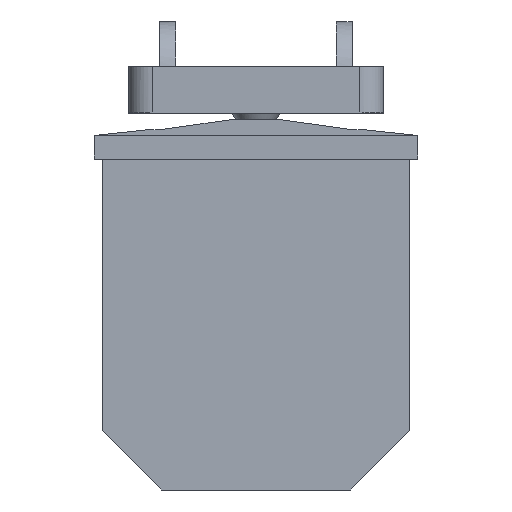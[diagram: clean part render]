
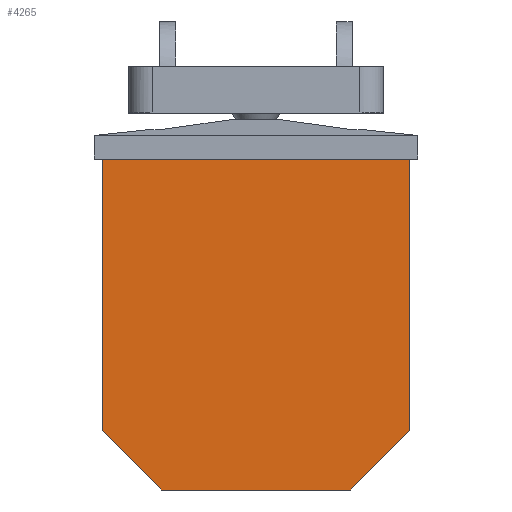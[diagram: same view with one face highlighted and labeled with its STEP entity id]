
A CAD part, left-side view. The second image highlights one B-rep face of the part: STEP entity #4265.
In plain terms, the highlighted planar face has unit normal (-1, 0, 0).
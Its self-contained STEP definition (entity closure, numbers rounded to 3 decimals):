
#8 = EDGE_CURVE ( 'NONE', #2116, #3936, #4317, .T. ) ;
#33 = PLANE ( 'NONE',  #1719 ) ;
#67 = EDGE_CURVE ( 'NONE', #3005, #128, #5586, .T. ) ;
#128 = VERTEX_POINT ( 'NONE', #4350 ) ;
#133 = B_SPLINE_CURVE_WITH_KNOTS ( 'NONE', 3,
 ( #1785, #903, #5221, #1349 ),
 .UNSPECIFIED., .F., .F.,
 ( 4, 4 ),
 ( 0., 1. ),
 .UNSPECIFIED. ) ;
#338 = CARTESIAN_POINT ( 'NONE',  ( -15250., 1133.333, -3626.667 ) ) ;
#384 = CARTESIAN_POINT ( 'NONE',  ( -15250., -1300., -1160. ) ) ;
#490 = EDGE_LOOP ( 'NONE', ( #5217, #1819, #1047, #2622, #2148, #4961 ) ) ;
#492 = CARTESIAN_POINT ( 'NONE',  ( -15250., 1300., -1160. ) ) ;
#560 = CARTESIAN_POINT ( 'NONE',  ( -15250., -966.667, -3793.333 ) ) ;
#592 = CARTESIAN_POINT ( 'NONE',  ( -15250., -1300., -3460. ) ) ;
#705 = CARTESIAN_POINT ( 'NONE',  ( -15250., -266.667, -3960. ) ) ;
#757 = CARTESIAN_POINT ( 'NONE',  ( -15250., 266.667, -3960. ) ) ;
#903 = CARTESIAN_POINT ( 'NONE',  ( -15250., -1300., -1926.667 ) ) ;
#1047 = ORIENTED_EDGE ( 'NONE', *, *, #8, .F. ) ;
#1262 = CARTESIAN_POINT ( 'NONE',  ( -15250., 1300., -1160. ) ) ;
#1276 = DIRECTION ( 'NONE',  ( 1., 0., 0. ) ) ;
#1332 = DIRECTION ( 'NONE',  ( 0., 1., 0. ) ) ;
#1349 = CARTESIAN_POINT ( 'NONE',  ( -15250., -1300., -3460. ) ) ;
#1713 = CARTESIAN_POINT ( 'NONE',  ( -15250., 0., 0. ) ) ;
#1719 = AXIS2_PLACEMENT_3D ( 'NONE', #1713, #1276, #1332 ) ;
#1785 = CARTESIAN_POINT ( 'NONE',  ( -15250., -1300., -1160. ) ) ;
#1819 = ORIENTED_EDGE ( 'NONE', *, *, #2683, .F. ) ;
#1856 = CARTESIAN_POINT ( 'NONE',  ( -15250., -800., -3960. ) ) ;
#1897 = CARTESIAN_POINT ( 'NONE',  ( -15250., -1300., -3460. ) ) ;
#1955 = CARTESIAN_POINT ( 'NONE',  ( -15250., -800., -3960. ) ) ;
#2116 = VERTEX_POINT ( 'NONE', #1955 ) ;
#2148 = ORIENTED_EDGE ( 'NONE', *, *, #3618, .F. ) ;
#2622 = ORIENTED_EDGE ( 'NONE', *, *, #3510, .F. ) ;
#2663 = CARTESIAN_POINT ( 'NONE',  ( -15250., 1300., -1160. ) ) ;
#2667 = CARTESIAN_POINT ( 'NONE',  ( -15250., 1300., -2693.333 ) ) ;
#2671 = CARTESIAN_POINT ( 'NONE',  ( -15250., 433.333, -1160. ) ) ;
#2683 = EDGE_CURVE ( 'NONE', #3936, #2689, #2934, .T. ) ;
#2689 = VERTEX_POINT ( 'NONE', #4270 ) ;
#2842 = CARTESIAN_POINT ( 'NONE',  ( -15250., 800., -3960. ) ) ;
#2934 = B_SPLINE_CURVE_WITH_KNOTS ( 'NONE', 3,
 ( #3875, #3849, #338, #5552 ),
 .UNSPECIFIED., .F., .F.,
 ( 4, 4 ),
 ( 0., 1. ),
 .UNSPECIFIED. ) ;
#3005 = VERTEX_POINT ( 'NONE', #2663 ) ;
#3062 = B_SPLINE_CURVE_WITH_KNOTS ( 'NONE', 3,
 ( #4486, #2667, #4369, #492 ),
 .UNSPECIFIED., .F., .F.,
 ( 4, 4 ),
 ( 0., 1. ),
 .UNSPECIFIED. ) ;
#3270 = VERTEX_POINT ( 'NONE', #1897 ) ;
#3315 = EDGE_CURVE ( 'NONE', #2689, #3005, #3062, .T. ) ;
#3510 = EDGE_CURVE ( 'NONE', #3270, #2116, #4262, .T. ) ;
#3618 = EDGE_CURVE ( 'NONE', #128, #3270, #133, .T. ) ;
#3681 = CARTESIAN_POINT ( 'NONE',  ( -15250., 800., -3960. ) ) ;
#3849 = CARTESIAN_POINT ( 'NONE',  ( -15250., 966.667, -3793.333 ) ) ;
#3875 = CARTESIAN_POINT ( 'NONE',  ( -15250., 800., -3960. ) ) ;
#3936 = VERTEX_POINT ( 'NONE', #3681 ) ;
#3977 = CARTESIAN_POINT ( 'NONE',  ( -15250., -1133.333, -3626.667 ) ) ;
#4262 = B_SPLINE_CURVE_WITH_KNOTS ( 'NONE', 3,
 ( #592, #3977, #560, #1856 ),
 .UNSPECIFIED., .F., .F.,
 ( 4, 4 ),
 ( 0., 1. ),
 .UNSPECIFIED. ) ;
#4265 = ADVANCED_FACE ( 'NONE', ( #4734 ), #33, .F. ) ;
#4270 = CARTESIAN_POINT ( 'NONE',  ( -15250., 1300., -3460. ) ) ;
#4317 = B_SPLINE_CURVE_WITH_KNOTS ( 'NONE', 3,
 ( #4643, #705, #757, #2842 ),
 .UNSPECIFIED., .F., .F.,
 ( 4, 4 ),
 ( 0., 1. ),
 .UNSPECIFIED. ) ;
#4350 = CARTESIAN_POINT ( 'NONE',  ( -15250., -1300., -1160. ) ) ;
#4369 = CARTESIAN_POINT ( 'NONE',  ( -15250., 1300., -1926.667 ) ) ;
#4486 = CARTESIAN_POINT ( 'NONE',  ( -15250., 1300., -3460. ) ) ;
#4643 = CARTESIAN_POINT ( 'NONE',  ( -15250., -800., -3960. ) ) ;
#4734 = FACE_OUTER_BOUND ( 'NONE', #490, .T. ) ;
#4745 = CARTESIAN_POINT ( 'NONE',  ( -15250., -433.333, -1160. ) ) ;
#4961 = ORIENTED_EDGE ( 'NONE', *, *, #67, .F. ) ;
#5217 = ORIENTED_EDGE ( 'NONE', *, *, #3315, .F. ) ;
#5221 = CARTESIAN_POINT ( 'NONE',  ( -15250., -1300., -2693.333 ) ) ;
#5552 = CARTESIAN_POINT ( 'NONE',  ( -15250., 1300., -3460. ) ) ;
#5586 = B_SPLINE_CURVE_WITH_KNOTS ( 'NONE', 3,
 ( #1262, #2671, #4745, #384 ),
 .UNSPECIFIED., .F., .F.,
 ( 4, 4 ),
 ( 0., 1. ),
 .UNSPECIFIED. ) ;
